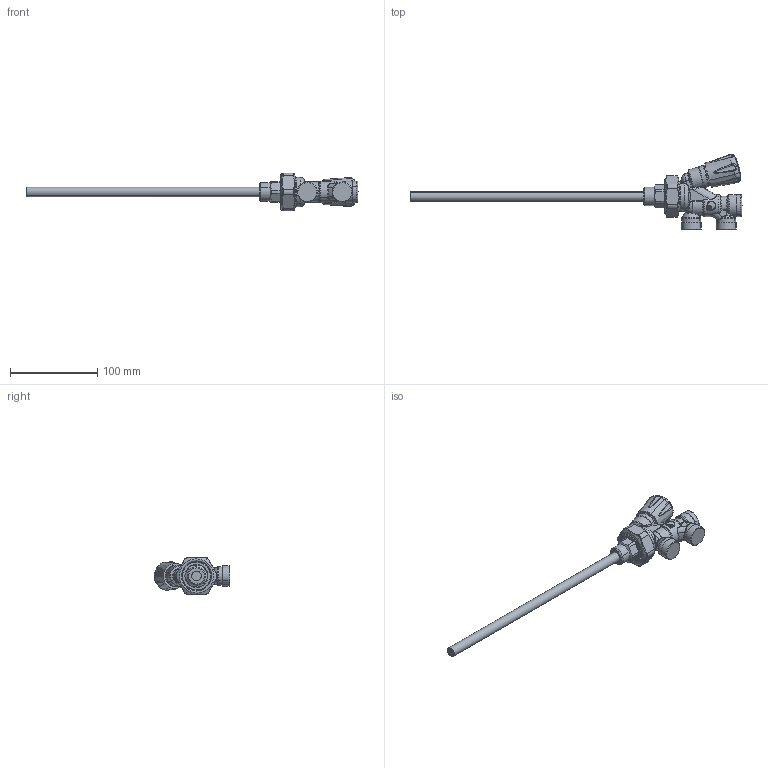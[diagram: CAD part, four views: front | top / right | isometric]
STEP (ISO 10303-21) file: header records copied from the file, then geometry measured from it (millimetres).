
FILE_DESCRIPTION(('CATIA V5 STEP Exchange'),'2;1');
FILE_NAME('STEP_455400_-_TST.stp','2017-12-19T07:13:07+00:00',('none'),('none'),'CATIA Version 5-6 Release 2016 SP4','CATIA V5 STEP AP203','none');
FILE_SCHEMA(('CONFIG_CONTROL_DESIGN'));
Length unit declared in the file: millimetre
Products named in the file (1): _4554000001_sw0001
Bounding box: 379.5 x 86.22 x 43 mm (x, y, z)
Surface area: 33563.4 mm2 (no closed solid volume)
Topology: 0 solids, 23 shells, 441 faces, 1174 edges, 724 vertices
Faces by surface type: bspline 189, cylinder 98, cone 58, torus 44, plane 37, sphere 15
Entity records: 24539 total; most frequent: CARTESIAN_POINT 16568, ORIENTED_EDGE 2021, EDGE_CURVE 1163, DIRECTION 935, VERTEX_POINT 724, AXIS2_PLACEMENT_3D 482, ADVANCED_FACE 441, EDGE_LOOP 441
